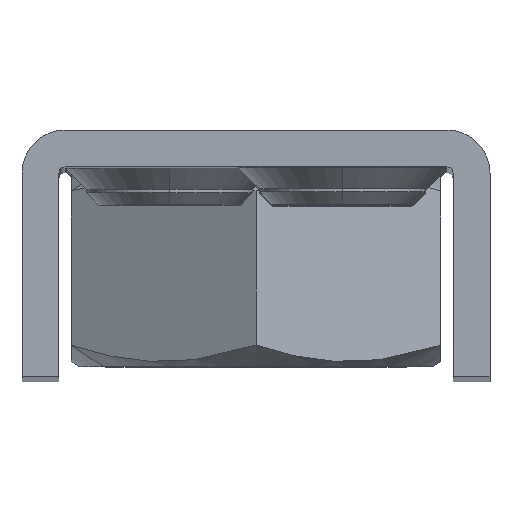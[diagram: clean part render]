
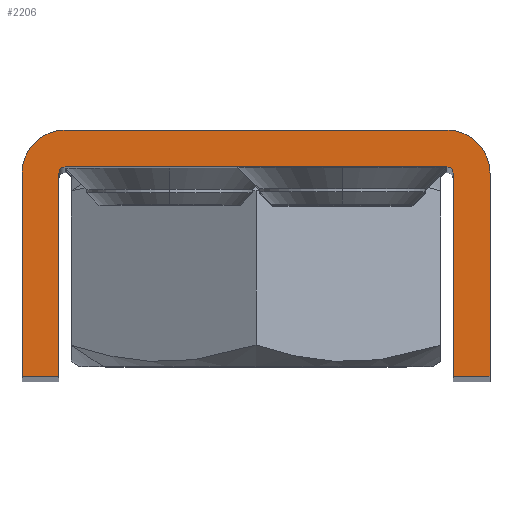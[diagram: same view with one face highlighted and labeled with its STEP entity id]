
A CAD part, top view. The second image highlights one B-rep face of the part: STEP entity #2206.
In plain terms, the highlighted planar face has unit normal (0, 0, 1).
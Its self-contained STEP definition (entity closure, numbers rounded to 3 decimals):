
#67 = CARTESIAN_POINT ( 'NONE',  ( 128.979, 218.614, 425.073 ) ) ;
#113 = LINE ( 'NONE', #213, #3601 ) ;
#119 = CARTESIAN_POINT ( 'NONE',  ( 129.479, 202.114, 425.073 ) ) ;
#138 = EDGE_CURVE ( 'NONE', #1416, #3099, #6300, .T. ) ;
#157 = CARTESIAN_POINT ( 'NONE',  ( 128.979, 218.614, 425.073 ) ) ;
#158 = DIRECTION ( 'NONE',  ( 0., 1., 0. ) ) ;
#213 = CARTESIAN_POINT ( 'NONE',  ( 97.479, 202.114, 425.073 ) ) ;
#249 = ORIENTED_EDGE ( 'NONE', *, *, #2971, .F. ) ;
#362 = LINE ( 'NONE', #2580, #2792 ) ;
#364 = CARTESIAN_POINT ( 'NONE',  ( 94.479, 202.114, 425.073 ) ) ;
#438 = CIRCLE ( 'NONE', #4274, 0.5 ) ;
#545 = CARTESIAN_POINT ( 'NONE',  ( 94.479, 202.114, 425.073 ) ) ;
#574 = CARTESIAN_POINT ( 'NONE',  ( 132.479, 202.114, 425.073 ) ) ;
#776 = VERTEX_POINT ( 'NONE', #5088 ) ;
#800 = VERTEX_POINT ( 'NONE', #2575 ) ;
#815 = CARTESIAN_POINT ( 'NONE',  ( 94.479, 202.114, 425.073 ) ) ;
#960 = CARTESIAN_POINT ( 'NONE',  ( 129.479, 202.114, 425.073 ) ) ;
#1039 = ORIENTED_EDGE ( 'NONE', *, *, #4250, .T. ) ;
#1058 = DIRECTION ( 'NONE',  ( 1., 0., 0. ) ) ;
#1118 = DIRECTION ( 'NONE',  ( 0., 0., -1. ) ) ;
#1123 = DIRECTION ( 'NONE',  ( 1., 0., 0. ) ) ;
#1177 = FACE_OUTER_BOUND ( 'NONE', #5620, .T. ) ;
#1416 = VERTEX_POINT ( 'NONE', #960 ) ;
#1510 = EDGE_CURVE ( 'NONE', #1596, #1574, #3280, .T. ) ;
#1574 = VERTEX_POINT ( 'NONE', #3905 ) ;
#1596 = VERTEX_POINT ( 'NONE', #815 ) ;
#1770 = DIRECTION ( 'NONE',  ( 1., 0., 0. ) ) ;
#1824 = ORIENTED_EDGE ( 'NONE', *, *, #6658, .F. ) ;
#1995 = CARTESIAN_POINT ( 'NONE',  ( 132.479, 202.114, 425.073 ) ) ;
#2014 = PLANE ( 'NONE',  #5483 ) ;
#2049 = EDGE_CURVE ( 'NONE', #1596, #4334, #6494, .T. ) ;
#2154 = EDGE_CURVE ( 'NONE', #4398, #2891, #3270, .T. ) ;
#2206 = ADVANCED_FACE ( 'NONE', ( #1177 ), #2014, .T. ) ;
#2221 = CIRCLE ( 'NONE', #2311, 3.5 ) ;
#2311 = AXIS2_PLACEMENT_3D ( 'NONE', #157, #5777, #1123 ) ;
#2328 = DIRECTION ( 'NONE',  ( 1., 0., 0. ) ) ;
#2351 = CARTESIAN_POINT ( 'NONE',  ( 97.979, 222.114, 425.073 ) ) ;
#2548 = ORIENTED_EDGE ( 'NONE', *, *, #2049, .F. ) ;
#2575 = CARTESIAN_POINT ( 'NONE',  ( 97.479, 218.614, 425.073 ) ) ;
#2580 = CARTESIAN_POINT ( 'NONE',  ( 94.479, 222.114, 425.073 ) ) ;
#2614 = AXIS2_PLACEMENT_3D ( 'NONE', #67, #3679, #2715 ) ;
#2715 = DIRECTION ( 'NONE',  ( 1., 0., 0. ) ) ;
#2792 = VECTOR ( 'NONE', #1058, 1000. ) ;
#2879 = EDGE_CURVE ( 'NONE', #6630, #776, #3190, .T. ) ;
#2891 = VERTEX_POINT ( 'NONE', #4669 ) ;
#2971 = EDGE_CURVE ( 'NONE', #5512, #4713, #362, .T. ) ;
#2974 = ORIENTED_EDGE ( 'NONE', *, *, #3542, .T. ) ;
#3072 = DIRECTION ( 'NONE',  ( 0., 0., 1. ) ) ;
#3096 = EDGE_CURVE ( 'NONE', #776, #4713, #2221, .T. ) ;
#3099 = VERTEX_POINT ( 'NONE', #5255 ) ;
#3190 = LINE ( 'NONE', #574, #3930 ) ;
#3270 = LINE ( 'NONE', #5605, #5685 ) ;
#3280 = LINE ( 'NONE', #545, #3686 ) ;
#3297 = ORIENTED_EDGE ( 'NONE', *, *, #5595, .T. ) ;
#3523 = VECTOR ( 'NONE', #2328, 1000. ) ;
#3542 = EDGE_CURVE ( 'NONE', #800, #4398, #438, .T. ) ;
#3601 = VECTOR ( 'NONE', #5866, 1000. ) ;
#3679 = DIRECTION ( 'NONE',  ( 0., 0., 1. ) ) ;
#3686 = VECTOR ( 'NONE', #5699, 1000. ) ;
#3689 = DIRECTION ( 'NONE',  ( 1., 0., 0. ) ) ;
#3850 = CARTESIAN_POINT ( 'NONE',  ( 97.979, 218.614, 425.073 ) ) ;
#3883 = CARTESIAN_POINT ( 'NONE',  ( 94.479, 202.114, 425.073 ) ) ;
#3900 = DIRECTION ( 'NONE',  ( 0., 0., -1. ) ) ;
#3905 = CARTESIAN_POINT ( 'NONE',  ( 97.479, 202.114, 425.073 ) ) ;
#3930 = VECTOR ( 'NONE', #6246, 1000. ) ;
#4055 = ORIENTED_EDGE ( 'NONE', *, *, #3096, .T. ) ;
#4110 = ORIENTED_EDGE ( 'NONE', *, *, #2154, .T. ) ;
#4250 = EDGE_CURVE ( 'NONE', #1574, #800, #113, .T. ) ;
#4274 = AXIS2_PLACEMENT_3D ( 'NONE', #5161, #1118, #3689 ) ;
#4334 = VERTEX_POINT ( 'NONE', #4357 ) ;
#4357 = CARTESIAN_POINT ( 'NONE',  ( 94.479, 218.614, 425.073 ) ) ;
#4398 = VERTEX_POINT ( 'NONE', #5635 ) ;
#4415 = CIRCLE ( 'NONE', #2614, 0.5 ) ;
#4669 = CARTESIAN_POINT ( 'NONE',  ( 128.979, 219.114, 425.073 ) ) ;
#4713 = VERTEX_POINT ( 'NONE', #4718 ) ;
#4718 = CARTESIAN_POINT ( 'NONE',  ( 128.979, 222.114, 425.073 ) ) ;
#4964 = ORIENTED_EDGE ( 'NONE', *, *, #6263, .F. ) ;
#5088 = CARTESIAN_POINT ( 'NONE',  ( 132.479, 218.614, 425.073 ) ) ;
#5161 = CARTESIAN_POINT ( 'NONE',  ( 97.979, 218.614, 425.073 ) ) ;
#5255 = CARTESIAN_POINT ( 'NONE',  ( 129.479, 218.614, 425.073 ) ) ;
#5378 = ORIENTED_EDGE ( 'NONE', *, *, #138, .F. ) ;
#5483 = AXIS2_PLACEMENT_3D ( 'NONE', #5624, #3072, #6121 ) ;
#5512 = VERTEX_POINT ( 'NONE', #2351 ) ;
#5595 = EDGE_CURVE ( 'NONE', #1416, #6630, #6575, .T. ) ;
#5605 = CARTESIAN_POINT ( 'NONE',  ( 94.479, 219.114, 425.073 ) ) ;
#5620 = EDGE_LOOP ( 'NONE', ( #5378, #3297, #5674, #4055, #249, #4964, #2548, #5684, #1039, #2974, #4110, #1824 ) ) ;
#5624 = CARTESIAN_POINT ( 'NONE',  ( 94.479, 202.114, 425.073 ) ) ;
#5635 = CARTESIAN_POINT ( 'NONE',  ( 97.979, 219.114, 425.073 ) ) ;
#5642 = AXIS2_PLACEMENT_3D ( 'NONE', #3850, #3900, #1770 ) ;
#5667 = VECTOR ( 'NONE', #158, 1000. ) ;
#5674 = ORIENTED_EDGE ( 'NONE', *, *, #2879, .T. ) ;
#5684 = ORIENTED_EDGE ( 'NONE', *, *, #1510, .T. ) ;
#5685 = VECTOR ( 'NONE', #6191, 1000. ) ;
#5699 = DIRECTION ( 'NONE',  ( 1., 0., 0. ) ) ;
#5777 = DIRECTION ( 'NONE',  ( 0., 0., 1. ) ) ;
#5866 = DIRECTION ( 'NONE',  ( 0., 1., 0. ) ) ;
#5925 = VECTOR ( 'NONE', #6079, 1000. ) ;
#6079 = DIRECTION ( 'NONE',  ( 0., 1., 0. ) ) ;
#6121 = DIRECTION ( 'NONE',  ( 1., 0., 0. ) ) ;
#6191 = DIRECTION ( 'NONE',  ( 1., 0., 0. ) ) ;
#6243 = CIRCLE ( 'NONE', #5642, 3.5 ) ;
#6246 = DIRECTION ( 'NONE',  ( 0., 1., 0. ) ) ;
#6263 = EDGE_CURVE ( 'NONE', #4334, #5512, #6243, .T. ) ;
#6300 = LINE ( 'NONE', #119, #5667 ) ;
#6494 = LINE ( 'NONE', #364, #5925 ) ;
#6575 = LINE ( 'NONE', #3883, #3523 ) ;
#6630 = VERTEX_POINT ( 'NONE', #1995 ) ;
#6658 = EDGE_CURVE ( 'NONE', #3099, #2891, #4415, .T. ) ;
